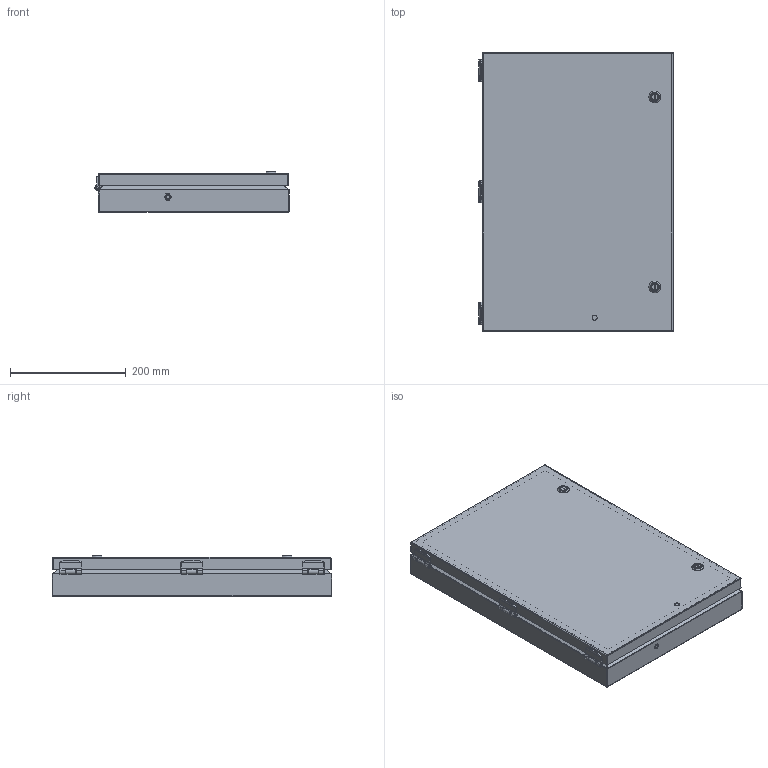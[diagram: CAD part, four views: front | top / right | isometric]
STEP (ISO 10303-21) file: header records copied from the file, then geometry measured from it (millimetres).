
FILE_DESCRIPTION (( 'STEP AP214' ), '1' );
FILE_NAME ('SCE-13ELJEXPP.STEP', '2021-01-20T15:16:23', ( '' ), ( '' ), 'SwSTEP 2.0', 'SolidWorks 2019', '' );
FILE_SCHEMA (( 'AUTOMOTIVE_DESIGN' ));
Length unit declared in the file: inch
Products named in the file (1): SCE-13ELJEXPP
Bounding box: 335.8 x 482.7 x 69.63 mm (x, y, z)
Volume: 818405.9 mm3; surface area: 1033138.5 mm2
Topology: 41 solids, 44 shells, 2561 faces, 6220 edges, 3736 vertices
Faces by surface type: bspline 1050, cylinder 778, plane 627, torus 64, cone 34, sphere 8
Full cylindrical faces by diameter (mm): 0.508 x3, 2.54 x3, 3.962 x3, 4.013 x3, 4.06 x6, 4.318 x6, 4.572 x3, 4.763 x2, 4.775 x3, 4.826 x2, 5.08 x2, 5.842 x3, 6.02 x3, 6.058 x2, 6.096 x1, 6.299 x3, 6.463 x2, 6.824 x2, 7.167 x2, 7.216 x4, 7.874 x2, 8.28 x2, 8.56 x2, 8.89 x2, 10.922 x2, 11.112 x1, 11.684 x2, 12.065 x2, 12.17 x6, 16.002 x2
Entity records: 164508 total; most frequent: CARTESIAN_POINT 87026, ORIENTED_EDGE 11974, DIRECTION 6135, EDGE_CURVE 5987, VERTEX_POINT 3692, B_SPLINE_CURVE_WITH_KNOTS 3352, EDGE_LOOP 2805, FACE_OUTER_BOUND 2671
